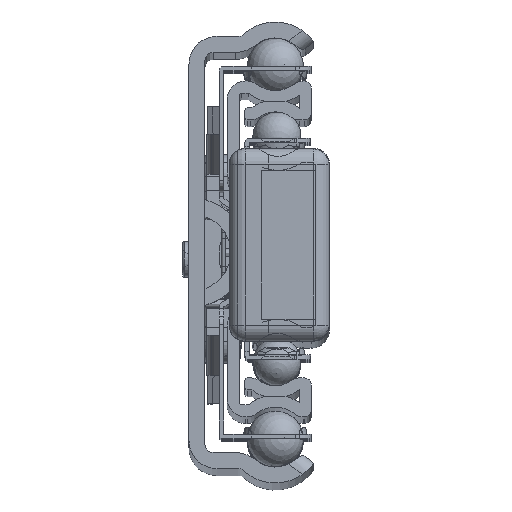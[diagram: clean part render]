
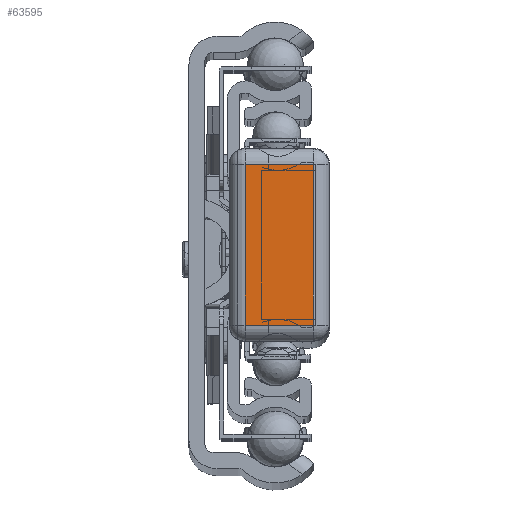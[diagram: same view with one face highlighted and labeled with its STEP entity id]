
A CAD part, top view. The second image highlights one B-rep face of the part: STEP entity #63595.
In plain terms, the highlighted planar face has unit normal (0, 0, 1).
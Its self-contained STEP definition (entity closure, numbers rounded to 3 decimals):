
#3555=PLANE('',#67700);
#6313=FACE_OUTER_BOUND('',#9592,.T.);
#9592=EDGE_LOOP('',(#44395,#44396,#44397,#44398));
#13293=LINE('',#96010,#17983);
#13295=LINE('',#96018,#17985);
#13297=LINE('',#96028,#17987);
#13299=LINE('',#96037,#17989);
#17983=VECTOR('',#75781,10.);
#17985=VECTOR('',#75789,10.);
#17987=VECTOR('',#75801,10.);
#17989=VECTOR('',#75813,10.);
#25446=VERTEX_POINT('',#96007);
#25447=VERTEX_POINT('',#96009);
#25450=VERTEX_POINT('',#96017);
#25453=VERTEX_POINT('',#96027);
#32623=EDGE_CURVE('',#25446,#25447,#13293,.T.);
#32627=EDGE_CURVE('',#25447,#25450,#13295,.T.);
#32632=EDGE_CURVE('',#25450,#25453,#13297,.T.);
#32637=EDGE_CURVE('',#25453,#25446,#13299,.T.);
#44395=ORIENTED_EDGE('',*,*,#32623,.F.);
#44396=ORIENTED_EDGE('',*,*,#32637,.F.);
#44397=ORIENTED_EDGE('',*,*,#32632,.F.);
#44398=ORIENTED_EDGE('',*,*,#32627,.F.);
#63595=ADVANCED_FACE('',(#6313),#3555,.T.);
#67700=AXIS2_PLACEMENT_3D('',#96051,#75835,#75836);
#75781=DIRECTION('',(0.,1.,0.));
#75789=DIRECTION('',(1.,0.,0.));
#75801=DIRECTION('',(0.,-1.,0.));
#75813=DIRECTION('',(-1.,0.,0.));
#75835=DIRECTION('center_axis',(0.,0.,
1.));
#75836=DIRECTION('ref_axis',(-1.,0.,0.));
#96007=CARTESIAN_POINT('',(-3.75,-10.,800.));
#96009=CARTESIAN_POINT('',(-3.75,10.,800.));
#96010=CARTESIAN_POINT('',(-3.75,-5.,800.));
#96017=CARTESIAN_POINT('',(4.75,10.,800.));
#96018=CARTESIAN_POINT('',(-1.625,10.,800.));
#96027=CARTESIAN_POINT('',(4.75,-10.,800.));
#96028=CARTESIAN_POINT('',(4.75,5.,800.));
#96037=CARTESIAN_POINT('',(2.625,-10.,800.));
#96051=CARTESIAN_POINT('Origin',(0.5,0.,800.));
